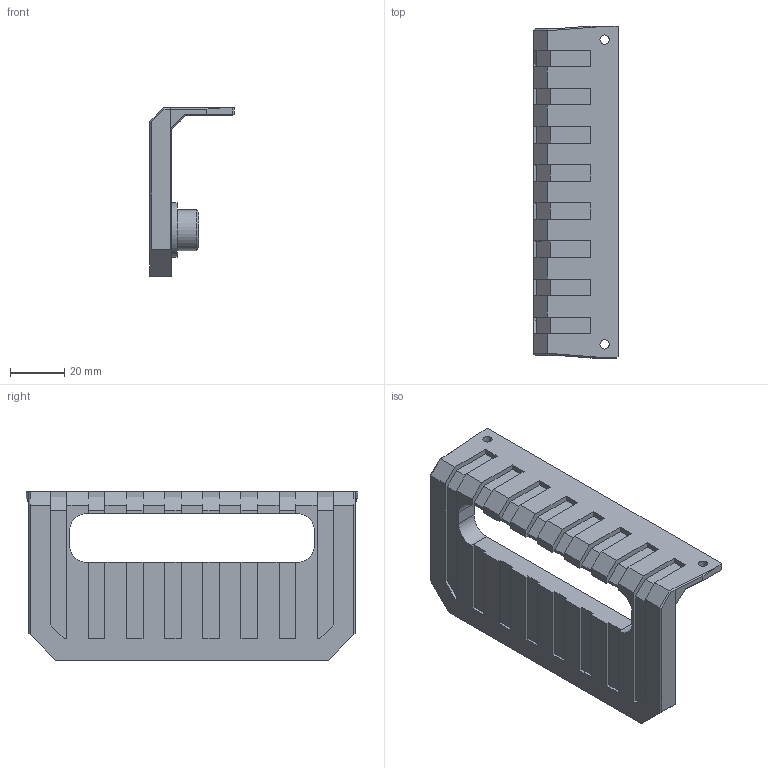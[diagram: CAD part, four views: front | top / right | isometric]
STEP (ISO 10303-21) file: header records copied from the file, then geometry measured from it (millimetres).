
FILE_DESCRIPTION(/* description */ (''),/* implementation_level */ '2;1');
FILE_NAME(/* name */ 'Suspension Support Outside.step',/* time_stamp */ '2025-04-26T00:34:50+02:00',/* author */ (''),/* organization */ (''),/* preprocessor_version */ 'ST-DEVELOPER v20.1',/* originating_system */ 'Autodesk Translation Framework v14.4.0.0',/* authorisation */ '');
FILE_SCHEMA (('AUTOMOTIVE_DESIGN { 1 0 10303 214 3 1 1 }'));
Length unit declared in the file: millimetre
Products named in the file (1): Thumper Achsaufhängung Rand
Bounding box: 31 x 122 x 62 mm (x, y, z)
Volume: 54016.8 mm3; surface area: 23693 mm2
Topology: 1 solids, 1 shells, 162 faces, 433 edges, 284 vertices
Faces by surface type: plane 141, cylinder 19, cone 2
Full cylindrical faces by diameter (mm): 2.56 x6, 3.4 x2, 4 x3, 15.1 x2, 20 x2
Entity records: 5010 total; most frequent: CARTESIAN_POINT 880, ORIENTED_EDGE 866, DIRECTION 799, EDGE_CURVE 433, LINE 393, VECTOR 393, VERTEX_POINT 284, AXIS2_PLACEMENT_3D 203
